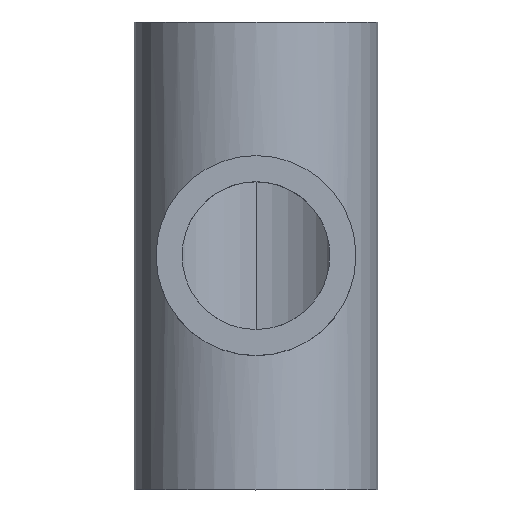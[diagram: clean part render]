
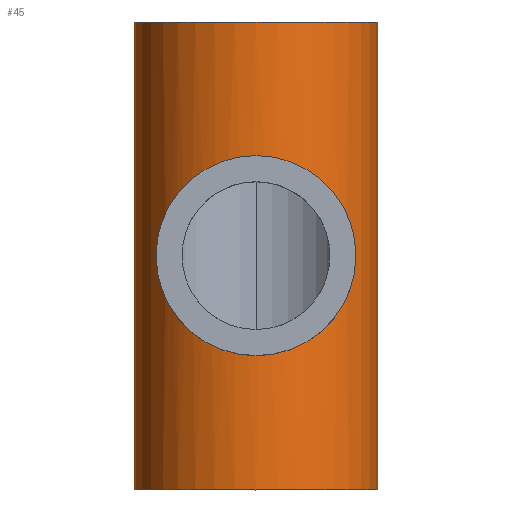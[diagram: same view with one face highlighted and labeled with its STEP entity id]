
A CAD part, top view. The second image highlights one B-rep face of the part: STEP entity #45.
In plain terms, the highlighted cylindrical face has radius 25.5 mm (diameter 51 mm), a partial arc.
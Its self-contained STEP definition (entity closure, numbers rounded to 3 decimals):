
#45=ADVANCED_FACE('',(#103,#104),#105,.T.);
#103=FACE_OUTER_BOUND('',#178,.T.);
#104=FACE_BOUND('',#179,.T.);
#105=CYLINDRICAL_SURFACE('',#180,25.5);
#178=EDGE_LOOP('',(#247,#248,#249,#250));
#179=EDGE_LOOP('',(#251,#252));
#180=AXIS2_PLACEMENT_3D('',#253,#254,#255);
#247=ORIENTED_EDGE('',*,*,#418,.F.);
#248=ORIENTED_EDGE('',*,*,#419,.F.);
#249=ORIENTED_EDGE('',*,*,#420,.F.);
#250=ORIENTED_EDGE('',*,*,#421,.F.);
#251=ORIENTED_EDGE('',*,*,#422,.T.);
#252=ORIENTED_EDGE('',*,*,#423,.T.);
#253=CARTESIAN_POINT('',(0.0,0.0,0.0));
#254=DIRECTION('',(0.0,-1.0,0.0));
#255=DIRECTION('',(1.0,0.0,0.0));
#418=EDGE_CURVE('',#484,#485,#486,.T.);
#419=EDGE_CURVE('',#487,#484,#488,.T.);
#420=EDGE_CURVE('',#489,#487,#490,.T.);
#421=EDGE_CURVE('',#485,#489,#491,.T.);
#422=EDGE_CURVE('',#492,#493,#494,.T.);
#423=EDGE_CURVE('',#493,#492,#495,.T.);
#484=VERTEX_POINT('',#580);
#485=VERTEX_POINT('',#581);
#486=LINE('',#582,#583);
#487=VERTEX_POINT('',#584);
#488=CIRCLE('',#585,25.5);
#489=VERTEX_POINT('',#586);
#490=LINE('',#587,#588);
#491=CIRCLE('',#589,25.5);
#492=VERTEX_POINT('',#590);
#493=VERTEX_POINT('',#591);
#494=B_SPLINE_CURVE_WITH_KNOTS('',3,(#592,#593,#594,#595,#596,#597,#598,#599,#600,#601,#602,#603,#604,#605,#606,#607,#608,#609,#610,#611,#612,#613,#614,#615,#616,#617,#618,#619,#620,#621,#622,#623,#624,#625,#626,#627,#628,#629,#630,#631,#632,#633,#634,#635,#636,#637),.UNSPECIFIED.,.F.,.F.,(4,2,2,2,2,2,2,2,2,2,2,2,2,2,2,2,2,2,2,2,2,2,4),(0.0,1.911,3.822,7.644,11.465,15.287,19.032,22.776,24.648,26.52,28.392,30.265,32.137,34.009,35.881,37.753,41.498,45.242,49.064,52.886,56.708,58.618,60.529),.UNSPECIFIED.);
#495=B_SPLINE_CURVE_WITH_KNOTS('',3,(#638,#639,#640,#641,#642,#643,#644,#645,#646,#647,#648,#649,#650,#651,#652,#653,#654,#655,#656,#657,#658,#659,#660,#661,#662,#663,#664,#665,#666,#667,#668,#669,#670,#671,#672,#673,#674,#675,#676,#677,#678,#679,#680,#681,#682,#683),.UNSPECIFIED.,.F.,.F.,(4,2,2,2,2,2,2,2,2,2,2,2,2,2,2,2,2,2,2,2,2,2,4),(60.529,62.44,64.351,68.173,71.995,75.817,79.561,83.305,85.177,87.05,88.922,90.794,92.666,94.538,96.411,98.283,102.027,105.772,109.593,113.415,117.237,119.148,121.059),.UNSPECIFIED.);
#580=CARTESIAN_POINT('',(25.5,49.0,0.0));
#581=CARTESIAN_POINT('',(25.5,-49.0,0.0));
#582=CARTESIAN_POINT('',(25.5,0.0,0.));
#583=VECTOR('',#864,1.0);
#584=CARTESIAN_POINT('',(-25.5,49.0,0.));
#585=AXIS2_PLACEMENT_3D('',#865,#866,#867);
#586=CARTESIAN_POINT('',(-25.5,-49.0,0.));
#587=CARTESIAN_POINT('',(-25.5,0.0,0.));
#588=VECTOR('',#868,1.0);
#589=AXIS2_PLACEMENT_3D('',#869,#870,#871);
#590=CARTESIAN_POINT('',(19.0,0.0,17.007));
#591=CARTESIAN_POINT('',(-19.0,0.,17.007));
#592=CARTESIAN_POINT('',(19.0,0.0,17.007));
#593=CARTESIAN_POINT('',(19.0,-0.637,17.007));
#594=CARTESIAN_POINT('',(18.968,-1.276,17.043));
#595=CARTESIAN_POINT('',(18.84,-2.546,17.185));
#596=CARTESIAN_POINT('',(18.743,-3.177,17.291));
#597=CARTESIAN_POINT('',(18.361,-5.048,17.699));
#598=CARTESIAN_POINT('',(17.982,-6.262,18.093));
#599=CARTESIAN_POINT('',(17.005,-8.568,19.014));
#600=CARTESIAN_POINT('',(16.406,-9.661,19.541));
#601=CARTESIAN_POINT('',(15.034,-11.682,20.615));
#602=CARTESIAN_POINT('',(14.26,-12.61,21.162));
#603=CARTESIAN_POINT('',(12.627,-14.243,22.175));
#604=CARTESIAN_POINT('',(11.709,-15.013,22.68));
#605=CARTESIAN_POINT('',(9.688,-16.39,23.614));
#606=CARTESIAN_POINT('',(8.585,-16.997,24.042));
#607=CARTESIAN_POINT('',(6.838,-17.738,24.574));
#608=CARTESIAN_POINT('',(6.24,-17.957,24.733));
#609=CARTESIAN_POINT('',(5.021,-18.336,25.009));
#610=CARTESIAN_POINT('',(4.401,-18.494,25.125));
#611=CARTESIAN_POINT('',(3.149,-18.748,25.313));
#612=CARTESIAN_POINT('',(2.517,-18.843,25.383));
#613=CARTESIAN_POINT('',(1.255,-18.969,25.477));
#614=CARTESIAN_POINT('',(0.624,-19.0,25.5));
#615=CARTESIAN_POINT('',(-0.624,-19.0,25.5));
#616=CARTESIAN_POINT('',(-1.255,-18.969,25.477));
#617=CARTESIAN_POINT('',(-2.517,-18.843,25.383));
#618=CARTESIAN_POINT('',(-3.149,-18.748,25.313));
#619=CARTESIAN_POINT('',(-4.401,-18.494,25.125));
#620=CARTESIAN_POINT('',(-5.021,-18.336,25.009));
#621=CARTESIAN_POINT('',(-6.24,-17.957,24.733));
#622=CARTESIAN_POINT('',(-6.838,-17.738,24.574));
#623=CARTESIAN_POINT('',(-8.585,-16.997,24.042));
#624=CARTESIAN_POINT('',(-9.688,-16.39,23.614));
#625=CARTESIAN_POINT('',(-11.709,-15.013,22.68));
#626=CARTESIAN_POINT('',(-12.627,-14.243,22.175));
#627=CARTESIAN_POINT('',(-14.26,-12.61,21.162));
#628=CARTESIAN_POINT('',(-15.034,-11.682,20.615));
#629=CARTESIAN_POINT('',(-16.406,-9.661,19.541));
#630=CARTESIAN_POINT('',(-17.005,-8.568,19.014));
#631=CARTESIAN_POINT('',(-17.982,-6.262,18.093));
#632=CARTESIAN_POINT('',(-18.361,-5.048,17.699));
#633=CARTESIAN_POINT('',(-18.743,-3.177,17.291));
#634=CARTESIAN_POINT('',(-18.84,-2.546,17.185));
#635=CARTESIAN_POINT('',(-18.968,-1.276,17.043));
#636=CARTESIAN_POINT('',(-19.0,-0.637,17.007));
#637=CARTESIAN_POINT('',(-19.0,0.,17.007));
#638=CARTESIAN_POINT('',(-19.0,0.,17.007));
#639=CARTESIAN_POINT('',(-19.0,0.637,17.007));
#640=CARTESIAN_POINT('',(-18.968,1.276,17.043));
#641=CARTESIAN_POINT('',(-18.84,2.546,17.185));
#642=CARTESIAN_POINT('',(-18.743,3.177,17.291));
#643=CARTESIAN_POINT('',(-18.361,5.048,17.699));
#644=CARTESIAN_POINT('',(-17.982,6.262,18.093));
#645=CARTESIAN_POINT('',(-17.005,8.568,19.014));
#646=CARTESIAN_POINT('',(-16.406,9.661,19.541));
#647=CARTESIAN_POINT('',(-15.034,11.682,20.615));
#648=CARTESIAN_POINT('',(-14.26,12.61,21.162));
#649=CARTESIAN_POINT('',(-12.627,14.243,22.175));
#650=CARTESIAN_POINT('',(-11.709,15.013,22.68));
#651=CARTESIAN_POINT('',(-9.688,16.39,23.614));
#652=CARTESIAN_POINT('',(-8.585,16.997,24.042));
#653=CARTESIAN_POINT('',(-6.838,17.738,24.574));
#654=CARTESIAN_POINT('',(-6.24,17.957,24.733));
#655=CARTESIAN_POINT('',(-5.021,18.336,25.009));
#656=CARTESIAN_POINT('',(-4.401,18.494,25.125));
#657=CARTESIAN_POINT('',(-3.149,18.748,25.313));
#658=CARTESIAN_POINT('',(-2.517,18.843,25.383));
#659=CARTESIAN_POINT('',(-1.255,18.969,25.477));
#660=CARTESIAN_POINT('',(-0.624,19.0,25.5));
#661=CARTESIAN_POINT('',(0.624,19.0,25.5));
#662=CARTESIAN_POINT('',(1.255,18.969,25.477));
#663=CARTESIAN_POINT('',(2.517,18.843,25.383));
#664=CARTESIAN_POINT('',(3.149,18.748,25.313));
#665=CARTESIAN_POINT('',(4.401,18.494,25.125));
#666=CARTESIAN_POINT('',(5.021,18.336,25.009));
#667=CARTESIAN_POINT('',(6.24,17.957,24.733));
#668=CARTESIAN_POINT('',(6.838,17.738,24.574));
#669=CARTESIAN_POINT('',(8.585,16.997,24.042));
#670=CARTESIAN_POINT('',(9.688,16.39,23.614));
#671=CARTESIAN_POINT('',(11.709,15.013,22.68));
#672=CARTESIAN_POINT('',(12.627,14.243,22.175));
#673=CARTESIAN_POINT('',(14.26,12.61,21.162));
#674=CARTESIAN_POINT('',(15.034,11.682,20.615));
#675=CARTESIAN_POINT('',(16.406,9.661,19.541));
#676=CARTESIAN_POINT('',(17.005,8.568,19.014));
#677=CARTESIAN_POINT('',(17.982,6.262,18.093));
#678=CARTESIAN_POINT('',(18.361,5.048,17.699));
#679=CARTESIAN_POINT('',(18.743,3.177,17.291));
#680=CARTESIAN_POINT('',(18.84,2.546,17.185));
#681=CARTESIAN_POINT('',(18.968,1.276,17.043));
#682=CARTESIAN_POINT('',(19.0,0.637,17.007));
#683=CARTESIAN_POINT('',(19.0,0.0,17.007));
#864=DIRECTION('',(0.0,-1.0,0.0));
#865=CARTESIAN_POINT('',(0.0,49.0,0.0));
#866=DIRECTION('',(-0.0,1.0,0.0));
#867=DIRECTION('',(1.0,0.0,0.0));
#868=DIRECTION('',(-0.0,1.0,-0.0));
#869=CARTESIAN_POINT('',(0.0,-49.0,0.0));
#870=DIRECTION('',(0.0,-1.0,0.0));
#871=DIRECTION('',(1.0,0.0,0.0));
